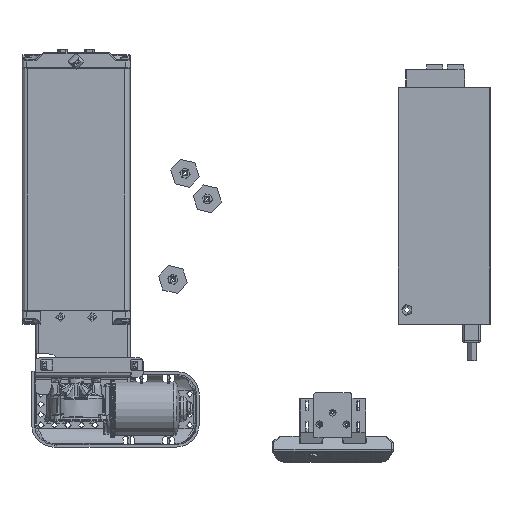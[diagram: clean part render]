
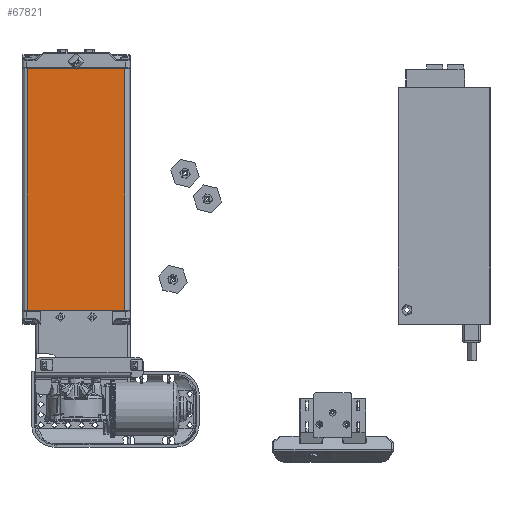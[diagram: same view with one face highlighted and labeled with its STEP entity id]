
A CAD part, top view. The second image highlights one B-rep face of the part: STEP entity #67821.
In plain terms, the highlighted planar face has unit normal (0, 0, 1).
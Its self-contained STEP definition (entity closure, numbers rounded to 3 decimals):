
#12464=FACE_OUTER_BOUND('',#16617,.T.);
#16617=EDGE_LOOP('',(#46111,#46112,#46113,#46114));
#21130=LINE('',#98993,#25288);
#21131=LINE('',#98995,#25289);
#21132=LINE('',#98997,#25290);
#21133=LINE('',#98998,#25291);
#25288=VECTOR('',#80109,267.5);
#25289=VECTOR('',#80110,108.);
#25290=VECTOR('',#80111,267.5);
#25291=VECTOR('',#80112,108.);
#29446=VERTEX_POINT('',#98991);
#29447=VERTEX_POINT('',#98992);
#29448=VERTEX_POINT('',#98994);
#29449=VERTEX_POINT('',#98996);
#35806=EDGE_CURVE('',#29446,#29447,#21130,.F.);
#35807=EDGE_CURVE('',#29447,#29448,#21131,.T.);
#35808=EDGE_CURVE('',#29448,#29449,#21132,.T.);
#35809=EDGE_CURVE('',#29449,#29446,#21133,.F.);
#46111=ORIENTED_EDGE('',*,*,#35806,.T.);
#46112=ORIENTED_EDGE('',*,*,#35807,.T.);
#46113=ORIENTED_EDGE('',*,*,#35808,.T.);
#46114=ORIENTED_EDGE('',*,*,#35809,.T.);
#66721=PLANE('',#72740);
#67821=ADVANCED_FACE('',(#12464),#66721,.T.);
#72740=AXIS2_PLACEMENT_3D('',#98990,#80107,#80108);
#80107=DIRECTION('center_axis',(0.,0.,1.));
#80108=DIRECTION('ref_axis',(1.,0.,0.));
#80109=DIRECTION('',(0.,-1.,0.));
#80110=DIRECTION('',(-1.,0.,0.));
#80111=DIRECTION('',(0.,-1.,0.));
#80112=DIRECTION('',(-1.,0.,0.));
#98990=CARTESIAN_POINT('Origin',(60.,268.5,30.));
#98991=CARTESIAN_POINT('',(54.,0.5,30.));
#98992=CARTESIAN_POINT('',(54.,268.,30.));
#98993=CARTESIAN_POINT('',(54.,268.,30.));
#98994=CARTESIAN_POINT('',(-54.,268.,30.));
#98995=CARTESIAN_POINT('',(54.,268.,30.));
#98996=CARTESIAN_POINT('',(-54.,0.5,30.));
#98997=CARTESIAN_POINT('',(-54.,268.,30.));
#98998=CARTESIAN_POINT('',(54.,0.5,30.));
